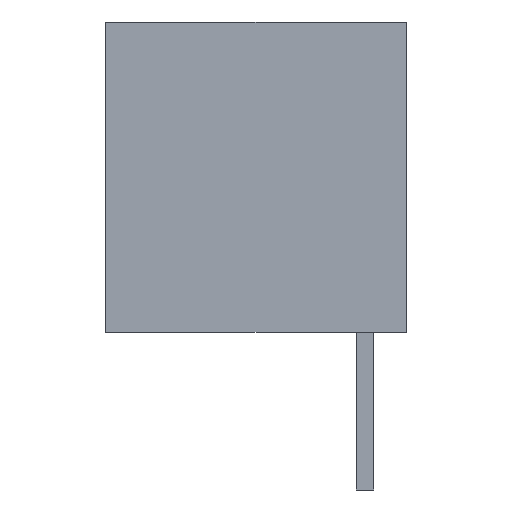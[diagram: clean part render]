
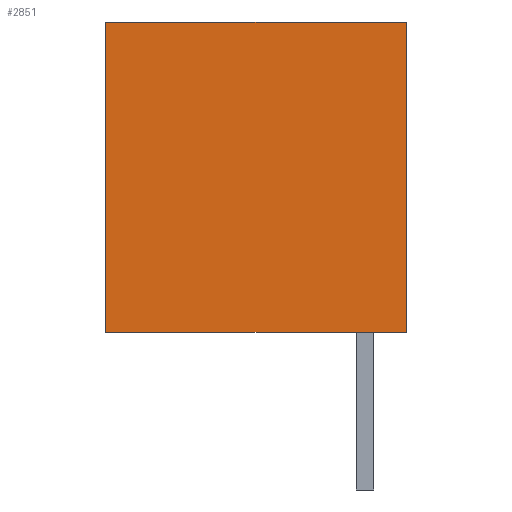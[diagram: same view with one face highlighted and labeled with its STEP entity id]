
A CAD part, left-side view. The second image highlights one B-rep face of the part: STEP entity #2851.
In plain terms, the highlighted planar face has unit normal (-1, 0, 0).
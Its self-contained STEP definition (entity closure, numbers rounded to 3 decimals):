
#7 = DIRECTION ( 'NONE',  ( -1., 0., 0. ) ) ;
#47 = EDGE_LOOP ( 'NONE', ( #1751, #2013, #360, #967 ) ) ;
#168 = DIRECTION ( 'NONE',  ( 0., -1., 0. ) ) ;
#236 = VERTEX_POINT ( 'NONE', #2717 ) ;
#253 = CARTESIAN_POINT ( 'NONE',  ( -15.24, 0., 6.2 ) ) ;
#331 = VERTEX_POINT ( 'NONE', #2763 ) ;
#360 = ORIENTED_EDGE ( 'NONE', *, *, #2335, .T. ) ;
#451 = DIRECTION ( 'NONE',  ( 0., 0., 1. ) ) ;
#454 = LINE ( 'NONE', #1675, #2355 ) ;
#462 = DIRECTION ( 'NONE',  ( 0., 0., -1. ) ) ;
#751 = FACE_OUTER_BOUND ( 'NONE', #47, .T. ) ;
#967 = ORIENTED_EDGE ( 'NONE', *, *, #2737, .F. ) ;
#1021 = VECTOR ( 'NONE', #462, 1000. ) ;
#1033 = VECTOR ( 'NONE', #451, 1000. ) ;
#1423 = DIRECTION ( 'NONE',  ( 0., 1., 0. ) ) ;
#1604 = EDGE_CURVE ( 'NONE', #236, #2156, #2384, .T. ) ;
#1675 = CARTESIAN_POINT ( 'NONE',  ( -15.24, 6., 12.4 ) ) ;
#1751 = ORIENTED_EDGE ( 'NONE', *, *, #3096, .T. ) ;
#1868 = VECTOR ( 'NONE', #168, 1000. ) ;
#1961 = CARTESIAN_POINT ( 'NONE',  ( -15.24, 0., 0. ) ) ;
#2013 = ORIENTED_EDGE ( 'NONE', *, *, #1604, .F. ) ;
#2156 = VERTEX_POINT ( 'NONE', #1961 ) ;
#2180 = VERTEX_POINT ( 'NONE', #3009 ) ;
#2229 = DIRECTION ( 'NONE',  ( 0., -1., 0. ) ) ;
#2335 = EDGE_CURVE ( 'NONE', #236, #2180, #454, .T. ) ;
#2355 = VECTOR ( 'NONE', #1423, 1000. ) ;
#2384 = LINE ( 'NONE', #253, #1021 ) ;
#2386 = CARTESIAN_POINT ( 'NONE',  ( -15.24, 12., 6.2 ) ) ;
#2464 = CARTESIAN_POINT ( 'NONE',  ( -15.24, 13.201, -1.241 ) ) ;
#2524 = CARTESIAN_POINT ( 'NONE',  ( -15.24, 6., 0. ) ) ;
#2612 = LINE ( 'NONE', #2524, #1868 ) ;
#2617 = AXIS2_PLACEMENT_3D ( 'NONE', #2464, #7, #2229 ) ;
#2623 = LINE ( 'NONE', #2386, #1033 ) ;
#2652 = PLANE ( 'NONE',  #2617 ) ;
#2717 = CARTESIAN_POINT ( 'NONE',  ( -15.24, 0., 12.4 ) ) ;
#2737 = EDGE_CURVE ( 'NONE', #331, #2180, #2623, .T. ) ;
#2763 = CARTESIAN_POINT ( 'NONE',  ( -15.24, 12., 0. ) ) ;
#2851 = ADVANCED_FACE ( 'NONE', ( #751 ), #2652, .T. ) ;
#3009 = CARTESIAN_POINT ( 'NONE',  ( -15.24, 12., 12.4 ) ) ;
#3096 = EDGE_CURVE ( 'NONE', #331, #2156, #2612, .T. ) ;
